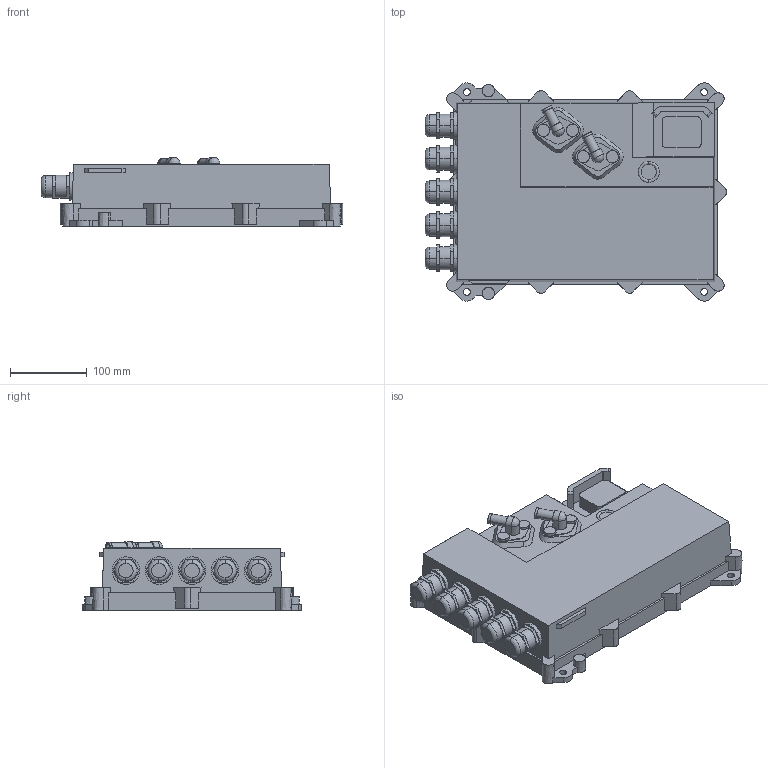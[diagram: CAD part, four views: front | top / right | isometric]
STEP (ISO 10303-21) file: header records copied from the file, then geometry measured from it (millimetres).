
FILE_DESCRIPTION(/* description */ (''),/* implementation_level */ '2;1');
FILE_NAME(/* name */ 'SEVCON_Gen5-S9',/* time_stamp */ '2017-01-09T20:46:42+09:00',/* author */ (''),/* organization */ (''),/* preprocessor_version */ 'ST-DEVELOPER v15',/* originating_system */ '',/* authorisation */ '');
FILE_SCHEMA (('AUTOMOTIVE_DESIGN'));
Length unit declared in the file: millimetre
Products named in the file (1): Document
Bounding box: 394 x 284.99 x 90 mm (x, y, z)
Volume: 6039425 mm3; surface area: 308069.1 mm2
Topology: 1 solids, 1 shells, 382 faces, 949 edges, 596 vertices
Faces by surface type: plane 209, bspline 173
Entity records: 11877 total; most frequent: CARTESIAN_POINT 6109, ORIENTED_EDGE 1894, EDGE_CURVE 947, VERTEX_POINT 596, B_SPLINE_CURVE_WITH_KNOTS 437, EDGE_LOOP 419, ADVANCED_FACE 382, FACE_OUTER_BOUND 382
